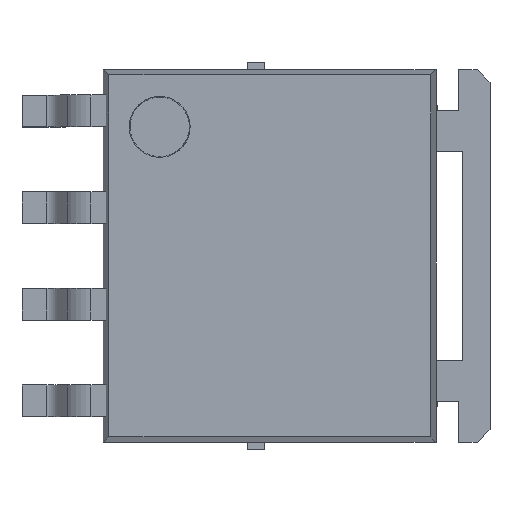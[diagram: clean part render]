
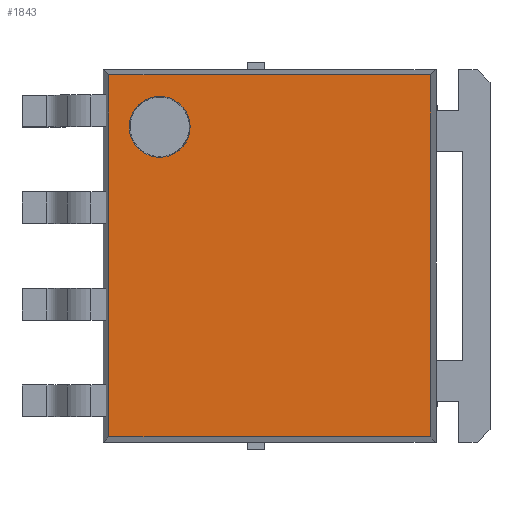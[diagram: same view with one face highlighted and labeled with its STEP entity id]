
A CAD part, top view. The second image highlights one B-rep face of the part: STEP entity #1843.
In plain terms, the highlighted planar face has unit normal (0, 0, 1).
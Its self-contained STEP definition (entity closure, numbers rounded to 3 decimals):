
#1757 = VERTEX_POINT('',#1758);
#1758 = CARTESIAN_POINT('',(-1.937,2.378,1.081));
#1763 = EDGE_CURVE('',#1764,#1757,#1766,.T.);
#1764 = VERTEX_POINT('',#1765);
#1765 = CARTESIAN_POINT('',(2.289,2.378,1.081));
#1766 = LINE('',#1767,#1768);
#1767 = CARTESIAN_POINT('',(2.361,2.378,1.081));
#1768 = VECTOR('',#1769,1.);
#1769 = DIRECTION('',(-1.,0.,0.));
#1826 = VERTEX_POINT('',#1827);
#1827 = CARTESIAN_POINT('',(-1.937,-2.378,1.081));
#1832 = EDGE_CURVE('',#1757,#1826,#1833,.T.);
#1833 = LINE('',#1834,#1835);
#1834 = CARTESIAN_POINT('',(-1.937,2.45,1.081));
#1835 = VECTOR('',#1836,1.);
#1836 = DIRECTION('',(0.,-1.,0.));
#1843 = ADVANCED_FACE('',(#1844,#1862),#1873,.F.);
#1844 = FACE_BOUND('',#1845,.F.);
#1845 = EDGE_LOOP('',(#1846,#1847,#1855,#1861));
#1846 = ORIENTED_EDGE('',*,*,#1763,.F.);
#1847 = ORIENTED_EDGE('',*,*,#1848,.F.);
#1848 = EDGE_CURVE('',#1849,#1764,#1851,.T.);
#1849 = VERTEX_POINT('',#1850);
#1850 = CARTESIAN_POINT('',(2.289,-2.378,1.081));
#1851 = LINE('',#1852,#1853);
#1852 = CARTESIAN_POINT('',(2.289,-2.45,1.081));
#1853 = VECTOR('',#1854,1.);
#1854 = DIRECTION('',(0.,1.,0.));
#1855 = ORIENTED_EDGE('',*,*,#1856,.F.);
#1856 = EDGE_CURVE('',#1826,#1849,#1857,.T.);
#1857 = LINE('',#1858,#1859);
#1858 = CARTESIAN_POINT('',(-2.009,-2.378,1.081));
#1859 = VECTOR('',#1860,1.);
#1860 = DIRECTION('',(1.,0.,0.));
#1861 = ORIENTED_EDGE('',*,*,#1832,.F.);
#1862 = FACE_BOUND('',#1863,.F.);
#1863 = EDGE_LOOP('',(#1864));
#1864 = ORIENTED_EDGE('',*,*,#1865,.T.);
#1865 = EDGE_CURVE('',#1866,#1866,#1868,.T.);
#1866 = VERTEX_POINT('',#1867);
#1867 = CARTESIAN_POINT('',(-0.87,1.695,1.081));
#1868 = CIRCLE('',#1869,0.4);
#1869 = AXIS2_PLACEMENT_3D('',#1870,#1871,#1872);
#1870 = CARTESIAN_POINT('',(-1.27,1.695,1.081));
#1871 = DIRECTION('',(0.,0.,1.));
#1872 = DIRECTION('',(1.,0.,-0.));
#1873 = PLANE('',#1874);
#1874 = AXIS2_PLACEMENT_3D('',#1875,#1876,#1877);
#1875 = CARTESIAN_POINT('',(2.289,2.378,1.081));
#1876 = DIRECTION('',(0.,0.,-1.));
#1877 = DIRECTION('',(-0.664,-0.748,0.));
